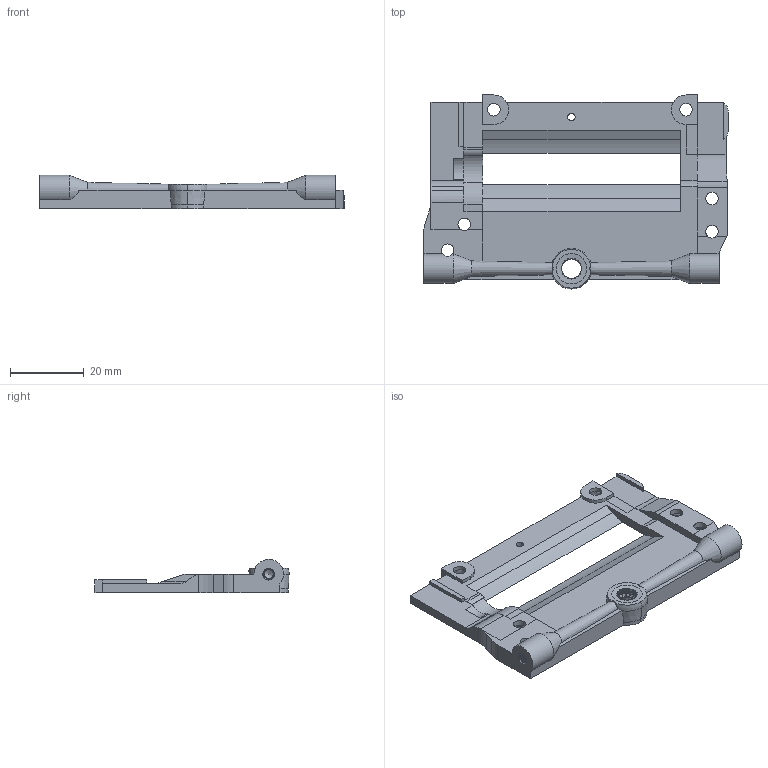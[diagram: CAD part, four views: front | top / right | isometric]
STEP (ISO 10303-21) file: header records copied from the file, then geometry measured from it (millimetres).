
FILE_DESCRIPTION(('FreeCAD Model'),'2;1');
FILE_NAME('Open CASCADE Shape Model','2025-05-29T17:32:05',(''),(''), 'Open CASCADE STEP processor 7.8','FreeCAD','Unknown');
FILE_SCHEMA(('AUTOMOTIVE_DESIGN { 1 0 10303 214 1 1 1 1 }'));
Products named in the file (1): Pocket053032768
Bounding box: 82.45 x 52.5 x 8.99 mm (x, y, z)
Volume: 10409.8 mm3; surface area: 9561.6 mm2
Topology: 1 solids, 1 shells, 747 faces, 2040 edges, 1293 vertices
Faces by surface type: plane 315, cylinder 184, bspline 150, cone 59, revolution 36, sphere 3
Full cylindrical faces by diameter (mm): 2 x1, 3.4 x6, 6.2 x2, 6.3 x4, 8.888 x1
Entity records: 46392 total; most frequent: CARTESIAN_POINT 29224, ORIENTED_EDGE 4076, DIRECTION 2872, EDGE_CURVE 2038, VERTEX_POINT 1293, AXIS2_PLACEMENT_3D 1107, B_SPLINE_CURVE_WITH_KNOTS 907, FACE_BOUND 765
